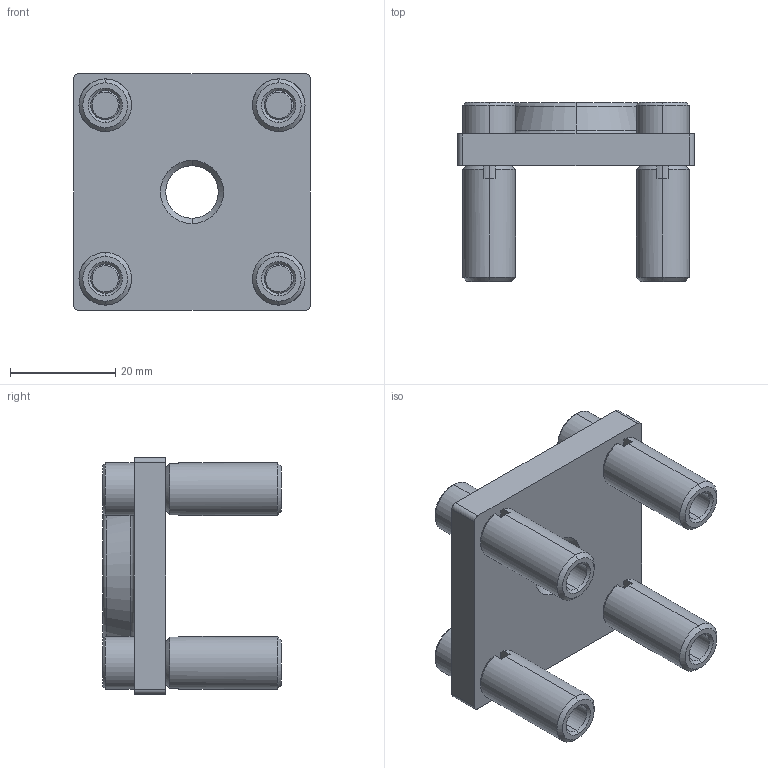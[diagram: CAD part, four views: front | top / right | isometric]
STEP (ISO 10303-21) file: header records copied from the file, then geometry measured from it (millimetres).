
FILE_DESCRIPTION (( 'STEP AP214' ), '1' );
FILE_NAME ('SNSD.30.50.67. Àäàïòåð 45õ45 (Àëþìèíèé)äëÿ êðåïëåíèÿ îïîðû Ì12(H10).STEP', '2014-11-24T10:20:14', ( 'XTreme.ws' ), ( 'XTreme.ws' ), 'SwSTEP 2.0', 'SolidWorks 2014', '' );
FILE_SCHEMA (( 'AUTOMOTIVE_DESIGN' ));
Length unit declared in the file: millimetre
Products named in the file (4): SNSD.30.50.67. Àäàïòåð 45õ45 (Àëþìèíèé)äëÿ êðåïëåíèÿ îïîðû Ì12(H10); SNSD.30.50.60. 鍔錓(B14)H10_00; SNSD.30.50.27. Âòóëêà ðåçüáîâàÿ Ì10 - Ì6(D09)H10_00; SNSD.30.50.60. 砑僔蠂縺(H10)_00
Assembly tree (9 placements, depth 2):
  SNSD.30.50.67. Àäàïòåð 45õ45 (Àëþìèíèé)äëÿ êðåïëåíèÿ îïîðû Ì12(H10)
    SNSD.30.50.60. 砑僔蠂縺(H10)_00
    SNSD.30.50.27. Âòóëêà ðåçüáîâàÿ Ì10 - Ì6(D09)H10_00  x4
    SNSD.30.50.60. 鍔錓(B14)H10_00  x4
Bounding box: 45 x 34 x 45 mm (x, y, z)
Volume: 22009.4 mm3; surface area: 13544 mm2
Topology: 9 solids, 9 shells, 195 faces, 468 edges, 296 vertices
Faces by surface type: plane 83, cone 54, cylinder 46, torus 12
Entity records: 2440 total; most frequent: DIRECTION 418, CARTESIAN_POINT 392, ORIENTED_EDGE 348, EDGE_CURVE 174, AXIS2_PLACEMENT_3D 168, VERTEX_POINT 110, EDGE_LOOP 86, CIRCLE 84
